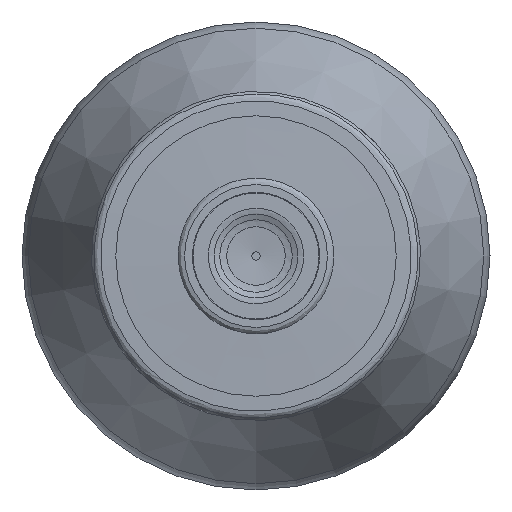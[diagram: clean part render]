
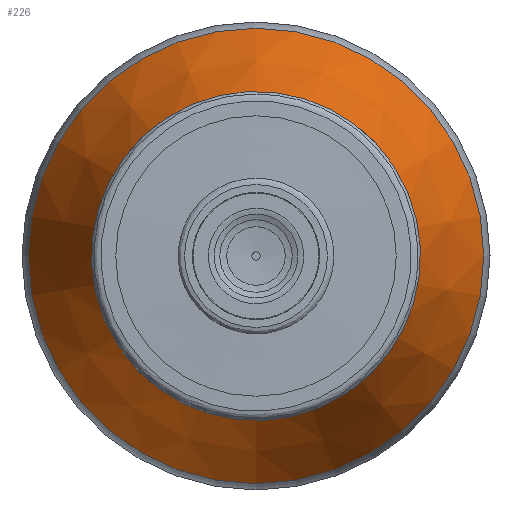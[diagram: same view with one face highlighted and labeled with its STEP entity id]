
A CAD part, left-side view. The second image highlights one B-rep face of the part: STEP entity #226.
In plain terms, the highlighted conical face has half-angle 23.823 degrees and reference radius 15.574 mm.
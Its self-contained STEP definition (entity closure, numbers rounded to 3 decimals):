
#111=CONICAL_SURFACE('',#603,15.574,23.823);
#155=FACE_BOUND('',#295,.T.);
#156=FACE_BOUND('',#296,.T.);
#226=ADVANCED_FACE('',(#155,#156),#111,.T.);
#295=EDGE_LOOP('',(#383));
#296=EDGE_LOOP('',(#384));
#383=ORIENTED_EDGE('',*,*,#501,.T.);
#384=ORIENTED_EDGE('',*,*,#500,.F.);
#456=VERTEX_POINT('',#838);
#457=VERTEX_POINT('',#841);
#500=EDGE_CURVE('',#456,#456,#544,.T.);
#501=EDGE_CURVE('',#457,#457,#545,.T.);
#544=CIRCLE('',#600,15.574);
#545=CIRCLE('',#602,11.176);
#600=AXIS2_PLACEMENT_3D('',#837,#696,#697);
#602=AXIS2_PLACEMENT_3D('',#840,#700,#701);
#603=AXIS2_PLACEMENT_3D('',#842,#702,#703);
#696=DIRECTION('',(1.,0.,0.));
#697=DIRECTION('',(0.,0.,1.));
#700=DIRECTION('',(1.,0.,0.));
#701=DIRECTION('',(0.,0.,1.));
#702=DIRECTION('',(1.,0.,0.));
#703=DIRECTION('',(0.,0.,-1.));
#837=CARTESIAN_POINT('',(82.98,0.,0.));
#838=CARTESIAN_POINT('',(82.98,0.,15.574));
#840=CARTESIAN_POINT('',(73.02,0.,0.));
#841=CARTESIAN_POINT('',(73.02,0.,11.176));
#842=CARTESIAN_POINT('',(82.98,0.,0.));
